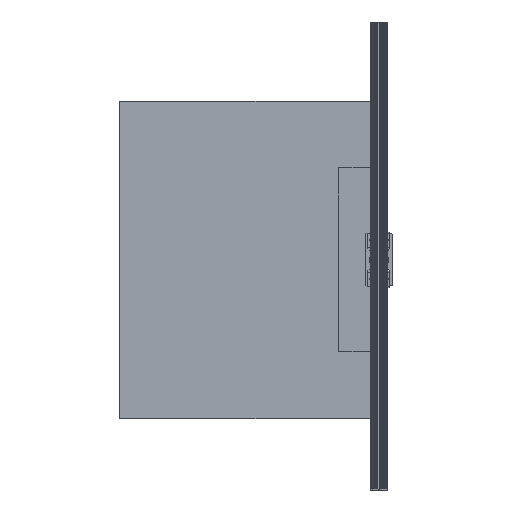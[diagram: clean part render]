
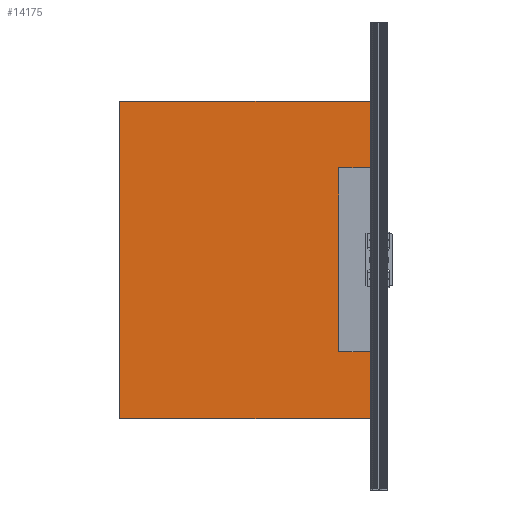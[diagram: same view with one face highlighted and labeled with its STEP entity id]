
A CAD part, front view. The second image highlights one B-rep face of the part: STEP entity #14175.
In plain terms, the highlighted face is planar.
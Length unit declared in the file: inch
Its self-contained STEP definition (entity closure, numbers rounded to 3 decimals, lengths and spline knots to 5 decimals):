
#1796=FACE_OUTER_BOUND('',#2568,.T.);
#2568=EDGE_LOOP('',(#12593,#12594,#12595,#12596));
#3669=LINE('',#24157,#4874);
#3672=LINE('',#24163,#4877);
#3675=LINE('',#24169,#4880);
#3678=LINE('',#24173,#4883);
#4874=VECTOR('',#19755,0.3937);
#4877=VECTOR('',#19760,0.3937);
#4880=VECTOR('',#19765,0.3937);
#4883=VECTOR('',#19770,0.3937);
#6995=VERTEX_POINT('',#24154);
#6996=VERTEX_POINT('',#24156);
#6998=VERTEX_POINT('',#24162);
#7000=VERTEX_POINT('',#24168);
#8893=EDGE_CURVE('',#6996,#6995,#3669,.T.);
#8896=EDGE_CURVE('',#6998,#6996,#3672,.T.);
#8899=EDGE_CURVE('',#7000,#6998,#3675,.T.);
#8902=EDGE_CURVE('',#6995,#7000,#3678,.T.);
#12593=ORIENTED_EDGE('',*,*,#8902,.T.);
#12594=ORIENTED_EDGE('',*,*,#8899,.T.);
#12595=ORIENTED_EDGE('',*,*,#8896,.T.);
#12596=ORIENTED_EDGE('',*,*,#8893,.T.);
#13527=PLANE('',#15881);
#14175=ADVANCED_FACE('',(#1796),#13527,.T.);
#15881=AXIS2_PLACEMENT_3D('',#24174,#19771,#19772);
#19755=DIRECTION('',(0.,1.,0.));
#19760=DIRECTION('',(0.,0.,-1.));
#19765=DIRECTION('',(0.,-1.,0.));
#19770=DIRECTION('',(0.,0.,1.));
#19771=DIRECTION('center_axis',(1.,0.,0.));
#19772=DIRECTION('ref_axis',(0.,0.,-1.));
#24154=CARTESIAN_POINT('',(0.5,7.5,-9.5));
#24156=CARTESIAN_POINT('',(0.5,-7.5,-9.5));
#24157=CARTESIAN_POINT('',(0.5,7.5,-9.5));
#24162=CARTESIAN_POINT('',(0.5,-7.5,9.5));
#24163=CARTESIAN_POINT('',(0.5,-7.5,-9.5));
#24168=CARTESIAN_POINT('',(0.5,7.5,9.5));
#24169=CARTESIAN_POINT('',(0.5,-7.5,9.5));
#24173=CARTESIAN_POINT('',(0.5,7.5,9.5));
#24174=CARTESIAN_POINT('Origin',(0.5,0.,0.));
